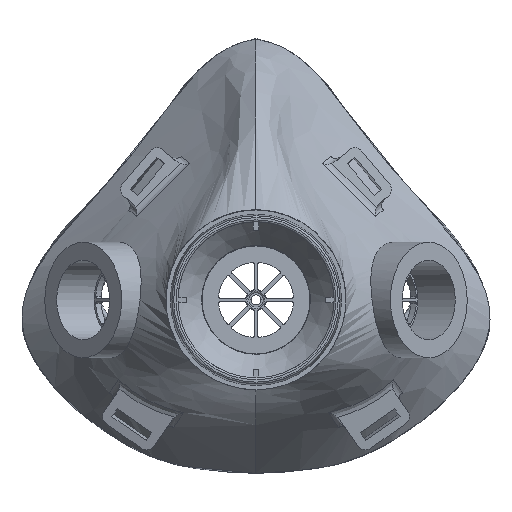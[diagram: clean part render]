
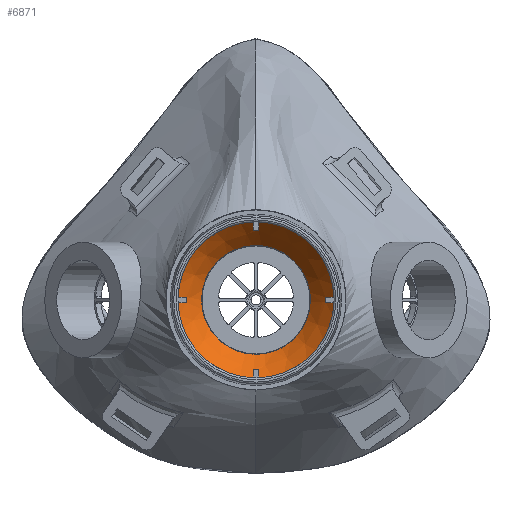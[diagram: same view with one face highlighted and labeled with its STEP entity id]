
A CAD part, top view. The second image highlights one B-rep face of the part: STEP entity #6871.
In plain terms, the highlighted conical face has half-angle 40.365 degrees and reference radius 15 mm.
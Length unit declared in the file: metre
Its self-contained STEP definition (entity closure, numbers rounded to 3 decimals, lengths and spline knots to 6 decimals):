
#34=CONICAL_SURFACE('',#7595,0.015,0.704);
#871=CIRCLE('',#6971,0.021676);
#873=CIRCLE('',#6974,0.021676);
#875=CIRCLE('',#6977,0.021676);
#1217=CIRCLE('',#7596,0.021676);
#1218=CIRCLE('',#7597,0.015119);
#3316=ORIENTED_EDGE('',*,*,#3583,.T.);
#3317=ORIENTED_EDGE('',*,*,#4403,.T.);
#3318=ORIENTED_EDGE('',*,*,#4404,.F.);
#3319=ORIENTED_EDGE('',*,*,#4405,.F.);
#3320=ORIENTED_EDGE('',*,*,#3580,.T.);
#3321=ORIENTED_EDGE('',*,*,#4406,.T.);
#3322=ORIENTED_EDGE('',*,*,#4407,.F.);
#3323=ORIENTED_EDGE('',*,*,#4408,.F.);
#3324=ORIENTED_EDGE('',*,*,#4409,.T.);
#3325=ORIENTED_EDGE('',*,*,#4410,.T.);
#3326=ORIENTED_EDGE('',*,*,#4411,.F.);
#3327=ORIENTED_EDGE('',*,*,#4412,.F.);
#3328=ORIENTED_EDGE('',*,*,#3587,.T.);
#3329=ORIENTED_EDGE('',*,*,#4413,.T.);
#3330=ORIENTED_EDGE('',*,*,#4414,.F.);
#3331=ORIENTED_EDGE('',*,*,#4415,.F.);
#3332=ORIENTED_EDGE('',*,*,#4416,.T.);
#3580=EDGE_CURVE('',#4542,#4544,#871,.T.);
#3583=EDGE_CURVE('',#4548,#4547,#873,.T.);
#3587=EDGE_CURVE('',#4552,#4551,#875,.T.);
#4403=EDGE_CURVE('',#4547,#5106,#5366,.T.);
#4404=EDGE_CURVE('',#5107,#5106,#5367,.T.);
#4405=EDGE_CURVE('',#4542,#5107,#5368,.T.);
#4406=EDGE_CURVE('',#4544,#5108,#5369,.T.);
#4407=EDGE_CURVE('',#5109,#5108,#5370,.T.);
#4408=EDGE_CURVE('',#5110,#5109,#5371,.T.);
#4409=EDGE_CURVE('',#5110,#5111,#1217,.T.);
#4410=EDGE_CURVE('',#5111,#5112,#5372,.T.);
#4411=EDGE_CURVE('',#5113,#5112,#5373,.T.);
#4412=EDGE_CURVE('',#4552,#5113,#5374,.T.);
#4413=EDGE_CURVE('',#4551,#5114,#5375,.T.);
#4414=EDGE_CURVE('',#5115,#5114,#5376,.T.);
#4415=EDGE_CURVE('',#4548,#5115,#5377,.T.);
#4416=EDGE_CURVE('',#5116,#5116,#1218,.T.);
#4542=VERTEX_POINT('',#16563);
#4544=VERTEX_POINT('',#16570);
#4547=VERTEX_POINT('',#16580);
#4548=VERTEX_POINT('',#16582);
#4551=VERTEX_POINT('',#16595);
#4552=VERTEX_POINT('',#16597);
#5106=VERTEX_POINT('',#20939);
#5107=VERTEX_POINT('',#20944);
#5108=VERTEX_POINT('',#20953);
#5109=VERTEX_POINT('',#20958);
#5110=VERTEX_POINT('',#20963);
#5111=VERTEX_POINT('',#20965);
#5112=VERTEX_POINT('',#20970);
#5113=VERTEX_POINT('',#20975);
#5114=VERTEX_POINT('',#20984);
#5115=VERTEX_POINT('',#20989);
#5116=VERTEX_POINT('',#20995);
#5366=B_SPLINE_CURVE_WITH_KNOTS('',3,(#20935,#20936,#20937,#20938),
 .UNSPECIFIED.,.F.,.F.,(4,4),(0.010592,0.01422),
 .UNSPECIFIED.);
#5367=B_SPLINE_CURVE_WITH_KNOTS('',3,(#20940,#20941,#20942,#20943),
 .UNSPECIFIED.,.F.,.F.,(4,4),(0.008165,0.009668),
 .UNSPECIFIED.);
#5368=B_SPLINE_CURVE_WITH_KNOTS('',3,(#20945,#20946,#20947,#20948),
 .UNSPECIFIED.,.F.,.F.,(4,4),(0.010592,0.01422),
 .UNSPECIFIED.);
#5369=B_SPLINE_CURVE_WITH_KNOTS('',3,(#20949,#20950,#20951,#20952),
 .UNSPECIFIED.,.F.,.F.,(4,4),(0.010592,0.01422),
 .UNSPECIFIED.);
#5370=B_SPLINE_CURVE_WITH_KNOTS('',3,(#20954,#20955,#20956,#20957),
 .UNSPECIFIED.,.F.,.F.,(4,4),(0.008165,0.009668),
 .UNSPECIFIED.);
#5371=B_SPLINE_CURVE_WITH_KNOTS('',3,(#20959,#20960,#20961,#20962),
 .UNSPECIFIED.,.F.,.F.,(4,4),(0.010592,0.01422),
 .UNSPECIFIED.);
#5372=B_SPLINE_CURVE_WITH_KNOTS('',3,(#20966,#20967,#20968,#20969),
 .UNSPECIFIED.,.F.,.F.,(4,4),(0.010592,0.01422),
 .UNSPECIFIED.);
#5373=B_SPLINE_CURVE_WITH_KNOTS('',3,(#20971,#20972,#20973,#20974),
 .UNSPECIFIED.,.F.,.F.,(4,4),(0.008165,0.009668),
 .UNSPECIFIED.);
#5374=B_SPLINE_CURVE_WITH_KNOTS('',3,(#20976,#20977,#20978,#20979),
 .UNSPECIFIED.,.F.,.F.,(4,4),(0.010592,0.01422),
 .UNSPECIFIED.);
#5375=B_SPLINE_CURVE_WITH_KNOTS('',3,(#20980,#20981,#20982,#20983),
 .UNSPECIFIED.,.F.,.F.,(4,4),(0.010592,0.01422),
 .UNSPECIFIED.);
#5376=B_SPLINE_CURVE_WITH_KNOTS('',3,(#20985,#20986,#20987,#20988),
 .UNSPECIFIED.,.F.,.F.,(4,4),(0.008165,0.009668),
 .UNSPECIFIED.);
#5377=B_SPLINE_CURVE_WITH_KNOTS('',3,(#20990,#20991,#20992,#20993),
 .UNSPECIFIED.,.F.,.F.,(4,4),(0.010592,0.01422),
 .UNSPECIFIED.);
#5837=EDGE_LOOP('',(#3316,#3317,#3318,#3319,#3320,#3321,#3322,#3323,#3324,
#3325,#3326,#3327,#3328,#3329,#3330,#3331));
#5838=EDGE_LOOP('',(#3332));
#6323=FACE_BOUND('',#5837,.T.);
#6324=FACE_BOUND('',#5838,.T.);
#6871=ADVANCED_FACE('',(#6323,#6324),#34,.F.);
#6971=AXIS2_PLACEMENT_3D('',#16571,#7739,#7740);
#6974=AXIS2_PLACEMENT_3D('',#16581,#7745,#7746);
#6977=AXIS2_PLACEMENT_3D('',#16596,#7751,#7752);
#7595=AXIS2_PLACEMENT_3D('',#20934,#9367,#9368);
#7596=AXIS2_PLACEMENT_3D('',#20964,#9369,#9370);
#7597=AXIS2_PLACEMENT_3D('',#20994,#9371,#9372);
#7739=DIRECTION('',(0.,0.,1.));
#7740=DIRECTION('',(1.,0.,0.));
#7745=DIRECTION('',(0.,0.,1.));
#7746=DIRECTION('',(1.,0.,0.));
#7751=DIRECTION('',(0.,0.,1.));
#7752=DIRECTION('',(1.,0.,0.));
#9367=DIRECTION('',(0.,0.,1.));
#9368=DIRECTION('',(1.,0.,0.));
#9369=DIRECTION('',(0.,0.,1.));
#9370=DIRECTION('',(1.,0.,0.));
#9371=DIRECTION('',(0.,0.,-1.));
#9372=DIRECTION('',(-1.,0.,0.));
#16563=CARTESIAN_POINT('',(0.021663,-0.006233,0.050855));
#16570=CARTESIAN_POINT('',(0.00075,0.014681,0.050855));
#16571=CARTESIAN_POINT('',(0.,-0.006983,0.050855));
#16580=CARTESIAN_POINT('',(0.021663,-0.007733,0.050855));
#16581=CARTESIAN_POINT('',(0.,-0.006983,0.050855));
#16582=CARTESIAN_POINT('',(0.00075,-0.028646,0.050855));
#16595=CARTESIAN_POINT('',(-0.00075,-0.028646,0.050855));
#16596=CARTESIAN_POINT('',(0.,-0.006983,0.050855));
#16597=CARTESIAN_POINT('',(-0.021663,-0.007733,0.050855));
#20934=CARTESIAN_POINT('',(0.,-0.006983,0.043));
#20935=CARTESIAN_POINT('',(0.021663,-0.007733,0.050855));
#20936=CARTESIAN_POINT('',(0.02088,-0.007733,0.049933));
#20937=CARTESIAN_POINT('',(0.020096,-0.007733,0.049012));
#20938=CARTESIAN_POINT('',(0.019313,-0.007733,0.048091));
#20939=CARTESIAN_POINT('',(0.019313,-0.007733,0.048091));
#20940=CARTESIAN_POINT('',(0.019313,-0.006233,0.048091));
#20941=CARTESIAN_POINT('',(0.019313,-0.006733,0.048068));
#20942=CARTESIAN_POINT('',(0.019313,-0.007233,0.048068));
#20943=CARTESIAN_POINT('',(0.019313,-0.007733,0.048091));
#20944=CARTESIAN_POINT('',(0.019313,-0.006233,0.048091));
#20945=CARTESIAN_POINT('',(0.021663,-0.006233,0.050855));
#20946=CARTESIAN_POINT('',(0.02088,-0.006233,0.049933));
#20947=CARTESIAN_POINT('',(0.020096,-0.006233,0.049012));
#20948=CARTESIAN_POINT('',(0.019313,-0.006233,0.048091));
#20949=CARTESIAN_POINT('',(0.00075,0.014681,0.050855));
#20950=CARTESIAN_POINT('',(0.00075,0.013897,0.049933));
#20951=CARTESIAN_POINT('',(0.00075,0.013114,0.049012));
#20952=CARTESIAN_POINT('',(0.00075,0.01233,0.048091));
#20953=CARTESIAN_POINT('',(0.00075,0.01233,0.048091));
#20954=CARTESIAN_POINT('',(-0.00075,0.01233,0.048091));
#20955=CARTESIAN_POINT('',(-0.000249,0.01233,0.048068));
#20956=CARTESIAN_POINT('',(0.000251,0.01233,0.048068));
#20957=CARTESIAN_POINT('',(0.00075,0.01233,0.048091));
#20958=CARTESIAN_POINT('',(-0.00075,0.01233,0.048091));
#20959=CARTESIAN_POINT('',(-0.00075,0.014681,0.050855));
#20960=CARTESIAN_POINT('',(-0.00075,0.013897,0.049933));
#20961=CARTESIAN_POINT('',(-0.00075,0.013114,0.049012));
#20962=CARTESIAN_POINT('',(-0.00075,0.01233,0.048091));
#20963=CARTESIAN_POINT('',(-0.00075,0.014681,0.050855));
#20964=CARTESIAN_POINT('',(0.,-0.006983,0.050855));
#20965=CARTESIAN_POINT('',(-0.021663,-0.006233,0.050855));
#20966=CARTESIAN_POINT('',(-0.021663,-0.006233,0.050855));
#20967=CARTESIAN_POINT('',(-0.02088,-0.006233,0.049933));
#20968=CARTESIAN_POINT('',(-0.020096,-0.006233,0.049012));
#20969=CARTESIAN_POINT('',(-0.019313,-0.006233,0.048091));
#20970=CARTESIAN_POINT('',(-0.019313,-0.006233,0.048091));
#20971=CARTESIAN_POINT('',(-0.019313,-0.007733,0.048091));
#20972=CARTESIAN_POINT('',(-0.019313,-0.007232,0.048068));
#20973=CARTESIAN_POINT('',(-0.019313,-0.006732,0.048068));
#20974=CARTESIAN_POINT('',(-0.019313,-0.006233,0.048091));
#20975=CARTESIAN_POINT('',(-0.019313,-0.007733,0.048091));
#20976=CARTESIAN_POINT('',(-0.021663,-0.007733,0.050855));
#20977=CARTESIAN_POINT('',(-0.02088,-0.007733,0.049933));
#20978=CARTESIAN_POINT('',(-0.020096,-0.007733,0.049012));
#20979=CARTESIAN_POINT('',(-0.019313,-0.007733,0.048091));
#20980=CARTESIAN_POINT('',(-0.00075,-0.028646,0.050855));
#20981=CARTESIAN_POINT('',(-0.00075,-0.027863,0.049933));
#20982=CARTESIAN_POINT('',(-0.00075,-0.027079,0.049012));
#20983=CARTESIAN_POINT('',(-0.00075,-0.026295,0.048091));
#20984=CARTESIAN_POINT('',(-0.00075,-0.026295,0.048091));
#20985=CARTESIAN_POINT('',(0.00075,-0.026295,0.048091));
#20986=CARTESIAN_POINT('',(0.000249,-0.026295,0.048068));
#20987=CARTESIAN_POINT('',(-0.000251,-0.026295,0.048068));
#20988=CARTESIAN_POINT('',(-0.00075,-0.026295,0.048091));
#20989=CARTESIAN_POINT('',(0.00075,-0.026295,0.048091));
#20990=CARTESIAN_POINT('',(0.00075,-0.028646,0.050855));
#20991=CARTESIAN_POINT('',(0.00075,-0.027863,0.049933));
#20992=CARTESIAN_POINT('',(0.00075,-0.027079,0.049012));
#20993=CARTESIAN_POINT('',(0.00075,-0.026295,0.048091));
#20994=CARTESIAN_POINT('',(0.,-0.006983,0.04314));
#20995=CARTESIAN_POINT('',(-0.015119,-0.006983,0.04314));
